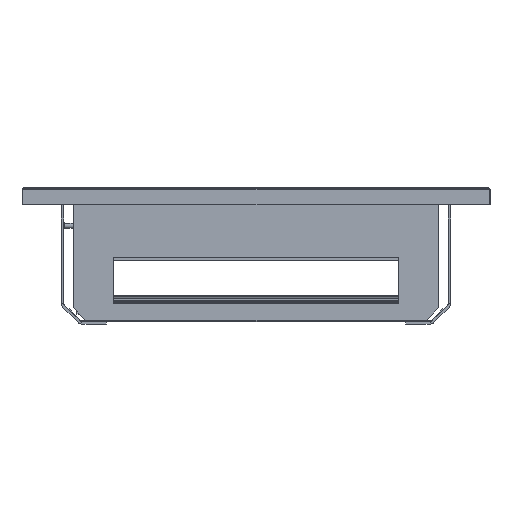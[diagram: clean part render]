
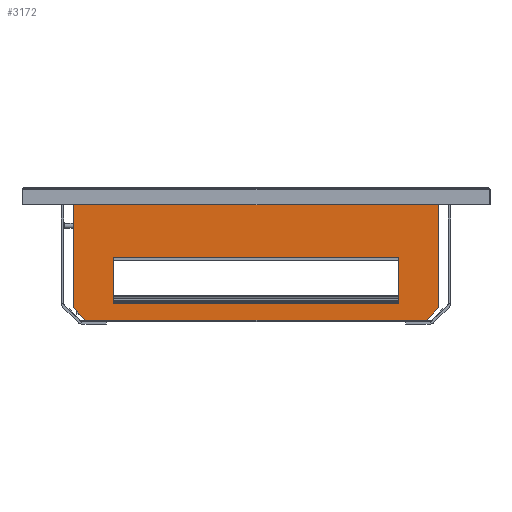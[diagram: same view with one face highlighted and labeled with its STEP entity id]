
A CAD part, front view. The second image highlights one B-rep face of the part: STEP entity #3172.
In plain terms, the highlighted face is planar.
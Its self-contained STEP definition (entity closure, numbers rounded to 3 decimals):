
#3172=ADVANCED_FACE('',(#7788,#7790),#7792,.F.);
#7788=FACE_BOUND('',#7789,.T.);
#7789=EDGE_LOOP('',(#11586,#11587,#11588,#11589,#11590,#11591));
#7790=FACE_BOUND('',#7791,.T.);
#7791=EDGE_LOOP('',(#11592,#11593,#11594,#11595));
#7792=PLANE('',#7793);
#7793=AXIS2_PLACEMENT_3D('',#7794,#7795,#7796);
#7794=CARTESIAN_POINT('',(60.9,0.,0.));
#7795=DIRECTION('',(1.,0.,0.));
#7796=DIRECTION('',(0.,0.,-1.));
#11586=ORIENTED_EDGE('',*,*,#13557,.F.);
#11587=ORIENTED_EDGE('',*,*,#13558,.T.);
#11588=ORIENTED_EDGE('',*,*,#13559,.F.);
#11589=ORIENTED_EDGE('',*,*,#13560,.T.);
#11590=ORIENTED_EDGE('',*,*,#13561,.T.);
#11591=ORIENTED_EDGE('',*,*,#13562,.T.);
#11592=ORIENTED_EDGE('',*,*,#13563,.F.);
#11593=ORIENTED_EDGE('',*,*,#13564,.F.);
#11594=ORIENTED_EDGE('',*,*,#13565,.F.);
#11595=ORIENTED_EDGE('',*,*,#13566,.F.);
#13557=EDGE_CURVE('',#15174,#15175,#15176,.T.);
#13558=EDGE_CURVE('',#15174,#15177,#15178,.T.);
#13559=EDGE_CURVE('',#15179,#15177,#15180,.T.);
#13560=EDGE_CURVE('',#15179,#15181,#15182,.T.);
#13561=EDGE_CURVE('',#15181,#15183,#15184,.T.);
#13562=EDGE_CURVE('',#15183,#15175,#15185,.T.);
#13563=EDGE_CURVE('',#15186,#15187,#15188,.T.);
#13564=EDGE_CURVE('',#15189,#15186,#15190,.T.);
#13565=EDGE_CURVE('',#15191,#15189,#15192,.T.);
#13566=EDGE_CURVE('',#15187,#15191,#15193,.T.);
#15174=VERTEX_POINT('',#18545);
#15175=VERTEX_POINT('',#18546);
#15176=LINE('',#18547,#18548);
#15177=VERTEX_POINT('',#18550);
#15178=LINE('',#18551,#18552);
#15179=VERTEX_POINT('',#18554);
#15180=LINE('',#18555,#18556);
#15181=VERTEX_POINT('',#18558);
#15182=LINE('',#18559,#18560);
#15183=VERTEX_POINT('',#18562);
#15184=LINE('',#18563,#18564);
#15185=LINE('',#18566,#18567);
#15186=VERTEX_POINT('',#18569);
#15187=VERTEX_POINT('',#18570);
#15188=LINE('',#18571,#18572);
#15189=VERTEX_POINT('',#18574);
#15190=LINE('',#18575,#18576);
#15191=VERTEX_POINT('',#18578);
#15192=LINE('',#18579,#18580);
#15193=LINE('',#18582,#18583);
#18545=CARTESIAN_POINT('',(60.9,60.2,-140.929));
#18546=CARTESIAN_POINT('',(60.9,74.771,-155.5));
#18547=CARTESIAN_POINT('',(60.9,60.2,-140.929));
#18548=VECTOR('',#18549,1.);
#18549=DIRECTION('',(0.,0.707,-0.707));
#18550=CARTESIAN_POINT('',(60.9,60.2,-15.7));
#18551=CARTESIAN_POINT('',(60.9,60.2,-140.929));
#18552=VECTOR('',#18553,1.);
#18553=DIRECTION('',(0.,0.,1.));
#18554=CARTESIAN_POINT('',(60.9,489.8,-15.7));
#18555=CARTESIAN_POINT('',(60.9,489.8,-15.7));
#18556=VECTOR('',#18557,1.);
#18557=DIRECTION('',(0.,-1.,0.));
#18558=CARTESIAN_POINT('',(60.9,489.8,-140.929));
#18559=CARTESIAN_POINT('',(60.9,489.8,-15.7));
#18560=VECTOR('',#18561,1.);
#18561=DIRECTION('',(0.,0.,-1.));
#18562=CARTESIAN_POINT('',(60.9,475.229,-155.5));
#18563=CARTESIAN_POINT('',(60.9,489.8,-140.929));
#18564=VECTOR('',#18565,1.);
#18565=DIRECTION('',(0.,-0.707,-0.707));
#18566=CARTESIAN_POINT('',(60.9,475.229,-155.5));
#18567=VECTOR('',#18568,1.);
#18568=DIRECTION('',(0.,-1.,0.));
#18569=CARTESIAN_POINT('',(60.9,442.8,-81.2));
#18570=CARTESIAN_POINT('',(60.9,442.8,-136.2));
#18571=CARTESIAN_POINT('',(60.9,442.8,-81.2));
#18572=VECTOR('',#18573,1.);
#18573=DIRECTION('',(0.,0.,-1.));
#18574=CARTESIAN_POINT('',(60.9,107.2,-81.2));
#18575=CARTESIAN_POINT('',(60.9,107.2,-81.2));
#18576=VECTOR('',#18577,1.);
#18577=DIRECTION('',(0.,1.,0.));
#18578=CARTESIAN_POINT('',(60.9,107.2,-136.2));
#18579=CARTESIAN_POINT('',(60.9,107.2,-136.2));
#18580=VECTOR('',#18581,1.);
#18581=DIRECTION('',(0.,0.,1.));
#18582=CARTESIAN_POINT('',(60.9,442.8,-136.2));
#18583=VECTOR('',#18584,1.);
#18584=DIRECTION('',(0.,-1.,0.));
